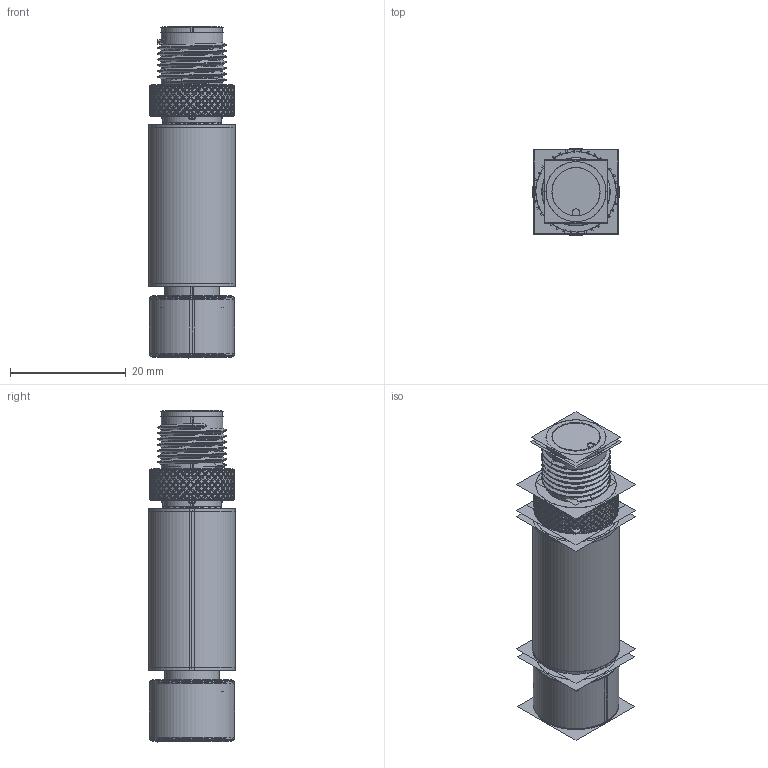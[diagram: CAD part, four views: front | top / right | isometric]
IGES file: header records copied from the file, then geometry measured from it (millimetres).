
Start section:  PTC IGES file: 231950_sm01.igs
Global section: file name: 231950_sm01.igs; native system: Creo Parametric by PTC Inc.; preprocessor: 2019292; author: PDMAdmin; organization: Unknown; date: 20230113.124750; units: millimetre
Bounding box: 15 x 15 x 57.26 mm (x, y, z)
Volume: 7981.1 mm3; surface area: 24038.7 mm2
Topology: 1 solids, 1 shells, 4304 faces, 19442 edges, 23296 vertices
Faces by surface type: bspline 3132, revolution 1172
